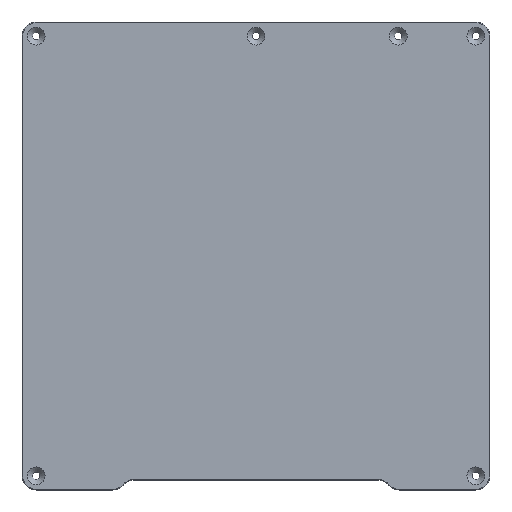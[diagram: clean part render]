
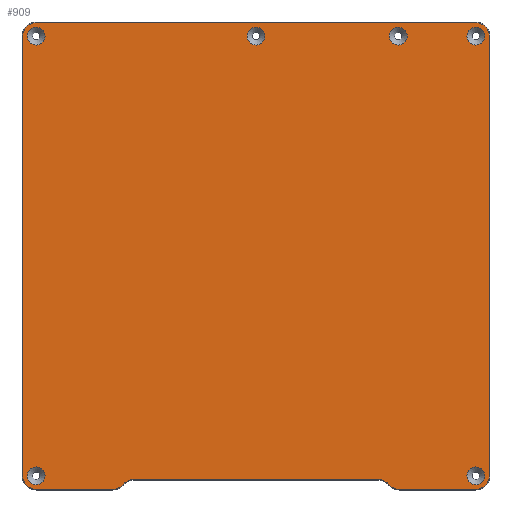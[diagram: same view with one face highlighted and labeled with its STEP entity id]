
A CAD part, top view. The second image highlights one B-rep face of the part: STEP entity #909.
In plain terms, the highlighted planar face has unit normal (0, 0, 1).
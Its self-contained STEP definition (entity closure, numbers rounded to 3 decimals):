
#21=FACE_BOUND('',#214,.T.);
#22=FACE_BOUND('',#215,.T.);
#23=FACE_BOUND('',#216,.T.);
#24=FACE_BOUND('',#217,.T.);
#25=FACE_BOUND('',#218,.T.);
#26=FACE_BOUND('',#219,.T.);
#67=CIRCLE('',#991,9.5);
#68=CIRCLE('',#994,9.5);
#69=CIRCLE('',#997,9.5);
#70=CIRCLE('',#1000,9.5);
#72=CIRCLE('',#1004,9.5);
#73=CIRCLE('',#1006,10.5);
#75=CIRCLE('',#1010,10.5);
#78=CIRCLE('',#1014,9.5);
#79=CIRCLE('',#1018,6.25);
#80=CIRCLE('',#1019,6.25);
#81=CIRCLE('',#1020,6.25);
#82=CIRCLE('',#1021,6.25);
#83=CIRCLE('',#1022,6.25);
#84=CIRCLE('',#1023,6.25);
#151=FACE_OUTER_BOUND('',#213,.T.);
#213=EDGE_LOOP('',(#763,#764,#765,#766,#767,#768,#769,#770,#771,#772,#773,
#774,#775,#776));
#214=EDGE_LOOP('',(#777));
#215=EDGE_LOOP('',(#778));
#216=EDGE_LOOP('',(#779));
#217=EDGE_LOOP('',(#780));
#218=EDGE_LOOP('',(#781));
#219=EDGE_LOOP('',(#782));
#276=LINE('',#1472,#354);
#281=LINE('',#1484,#359);
#284=LINE('',#1492,#362);
#287=LINE('',#1500,#365);
#290=LINE('',#1508,#368);
#294=LINE('',#1525,#372);
#354=VECTOR('',#1184,10.);
#359=VECTOR('',#1197,10.);
#362=VECTOR('',#1206,10.);
#365=VECTOR('',#1215,10.);
#368=VECTOR('',#1224,10.);
#372=VECTOR('',#1242,10.);
#436=VERTEX_POINT('',#1469);
#437=VERTEX_POINT('',#1471);
#439=VERTEX_POINT('',#1478);
#440=VERTEX_POINT('',#1482);
#441=VERTEX_POINT('',#1486);
#442=VERTEX_POINT('',#1490);
#443=VERTEX_POINT('',#1494);
#444=VERTEX_POINT('',#1498);
#445=VERTEX_POINT('',#1502);
#446=VERTEX_POINT('',#1506);
#448=VERTEX_POINT('',#1512);
#450=VERTEX_POINT('',#1517);
#452=VERTEX_POINT('',#1523);
#454=VERTEX_POINT('',#1529);
#455=VERTEX_POINT('',#1541);
#456=VERTEX_POINT('',#1543);
#457=VERTEX_POINT('',#1545);
#458=VERTEX_POINT('',#1547);
#459=VERTEX_POINT('',#1549);
#460=VERTEX_POINT('',#1551);
#531=EDGE_CURVE('',#436,#437,#276,.T.);
#536=EDGE_CURVE('',#439,#436,#67,.T.);
#538=EDGE_CURVE('',#440,#439,#281,.T.);
#540=EDGE_CURVE('',#441,#440,#68,.T.);
#542=EDGE_CURVE('',#442,#441,#284,.T.);
#544=EDGE_CURVE('',#443,#442,#69,.T.);
#546=EDGE_CURVE('',#444,#443,#287,.T.);
#548=EDGE_CURVE('',#445,#444,#70,.T.);
#550=EDGE_CURVE('',#446,#445,#290,.T.);
#553=EDGE_CURVE('',#448,#446,#72,.T.);
#555=EDGE_CURVE('',#450,#448,#73,.T.);
#558=EDGE_CURVE('',#452,#450,#294,.T.);
#561=EDGE_CURVE('',#454,#452,#75,.T.);
#564=EDGE_CURVE('',#437,#454,#78,.T.);
#567=EDGE_CURVE('',#455,#455,#79,.T.);
#568=EDGE_CURVE('',#456,#456,#80,.T.);
#569=EDGE_CURVE('',#457,#457,#81,.T.);
#570=EDGE_CURVE('',#458,#458,#82,.T.);
#571=EDGE_CURVE('',#459,#459,#83,.T.);
#572=EDGE_CURVE('',#460,#460,#84,.T.);
#763=ORIENTED_EDGE('',*,*,#531,.F.);
#764=ORIENTED_EDGE('',*,*,#536,.F.);
#765=ORIENTED_EDGE('',*,*,#538,.F.);
#766=ORIENTED_EDGE('',*,*,#540,.F.);
#767=ORIENTED_EDGE('',*,*,#542,.F.);
#768=ORIENTED_EDGE('',*,*,#544,.F.);
#769=ORIENTED_EDGE('',*,*,#546,.F.);
#770=ORIENTED_EDGE('',*,*,#548,.F.);
#771=ORIENTED_EDGE('',*,*,#550,.F.);
#772=ORIENTED_EDGE('',*,*,#553,.F.);
#773=ORIENTED_EDGE('',*,*,#555,.F.);
#774=ORIENTED_EDGE('',*,*,#558,.F.);
#775=ORIENTED_EDGE('',*,*,#561,.F.);
#776=ORIENTED_EDGE('',*,*,#564,.F.);
#777=ORIENTED_EDGE('',*,*,#567,.T.);
#778=ORIENTED_EDGE('',*,*,#568,.T.);
#779=ORIENTED_EDGE('',*,*,#569,.T.);
#780=ORIENTED_EDGE('',*,*,#570,.T.);
#781=ORIENTED_EDGE('',*,*,#571,.T.);
#782=ORIENTED_EDGE('',*,*,#572,.T.);
#869=PLANE('',#1017);
#909=ADVANCED_FACE('',(#151,#21,#22,#23,#24,#25,#26),#869,.T.);
#991=AXIS2_PLACEMENT_3D('',#1480,#1192,#1193);
#994=AXIS2_PLACEMENT_3D('',#1488,#1201,#1202);
#997=AXIS2_PLACEMENT_3D('',#1496,#1210,#1211);
#1000=AXIS2_PLACEMENT_3D('',#1504,#1219,#1220);
#1004=AXIS2_PLACEMENT_3D('',#1514,#1230,#1231);
#1006=AXIS2_PLACEMENT_3D('',#1519,#1235,#1236);
#1010=AXIS2_PLACEMENT_3D('',#1531,#1247,#1248);
#1014=AXIS2_PLACEMENT_3D('',#1535,#1255,#1256);
#1017=AXIS2_PLACEMENT_3D('',#1540,#1263,#1264);
#1018=AXIS2_PLACEMENT_3D('',#1542,#1265,#1266);
#1019=AXIS2_PLACEMENT_3D('',#1544,#1267,#1268);
#1020=AXIS2_PLACEMENT_3D('',#1546,#1269,#1270);
#1021=AXIS2_PLACEMENT_3D('',#1548,#1271,#1272);
#1022=AXIS2_PLACEMENT_3D('',#1550,#1273,#1274);
#1023=AXIS2_PLACEMENT_3D('',#1552,#1275,#1276);
#1184=DIRECTION('',(-1.,0.,0.));
#1192=DIRECTION('center_axis',(0.,0.,-1.));
#1193=DIRECTION('ref_axis',(0.707,-0.707,0.));
#1197=DIRECTION('',(0.,-1.,0.));
#1201=DIRECTION('center_axis',(0.,0.,-1.));
#1202=DIRECTION('ref_axis',(0.707,0.707,0.));
#1206=DIRECTION('',(1.,0.,0.));
#1210=DIRECTION('center_axis',(0.,0.,-1.));
#1211=DIRECTION('ref_axis',(-0.707,0.707,0.));
#1215=DIRECTION('',(0.,1.,0.));
#1219=DIRECTION('center_axis',(0.,0.,-1.));
#1220=DIRECTION('ref_axis',(-0.707,-0.707,0.));
#1224=DIRECTION('',(-1.,0.,0.));
#1230=DIRECTION('center_axis',(0.,0.,-1.));
#1231=DIRECTION('ref_axis',(0.418,-0.908,0.));
#1235=DIRECTION('center_axis',(0.,0.,1.));
#1236=DIRECTION('ref_axis',(-0.954,0.3,0.));
#1242=DIRECTION('',(-1.,0.,0.));
#1247=DIRECTION('center_axis',(0.,0.,1.));
#1248=DIRECTION('ref_axis',(0.954,0.3,0.));
#1255=DIRECTION('center_axis',(0.,0.,-1.));
#1256=DIRECTION('ref_axis',(-0.418,-0.908,0.));
#1263=DIRECTION('center_axis',(0.,0.,1.));
#1264=DIRECTION('ref_axis',(1.,0.,0.));
#1265=DIRECTION('center_axis',(0.,0.,-1.));
#1266=DIRECTION('ref_axis',(1.,0.,0.));
#1267=DIRECTION('center_axis',(0.,0.,-1.));
#1268=DIRECTION('ref_axis',(1.,0.,0.));
#1269=DIRECTION('center_axis',(0.,0.,-1.));
#1270=DIRECTION('ref_axis',(1.,0.,0.));
#1271=DIRECTION('center_axis',(0.,0.,-1.));
#1272=DIRECTION('ref_axis',(1.,0.,0.));
#1273=DIRECTION('center_axis',(0.,0.,-1.));
#1274=DIRECTION('ref_axis',(1.,0.,0.));
#1275=DIRECTION('center_axis',(0.,0.,-1.));
#1276=DIRECTION('ref_axis',(1.,0.,0.));
#1469=CARTESIAN_POINT('',(154.5,-164.,0.));
#1471=CARTESIAN_POINT('',(100.659,-164.,0.));
#1472=CARTESIAN_POINT('',(82.25,-164.,0.));
#1478=CARTESIAN_POINT('',(164.,-154.5,0.));
#1480=CARTESIAN_POINT('Origin',(154.5,-154.5,0.));
#1482=CARTESIAN_POINT('',(164.,154.5,0.));
#1484=CARTESIAN_POINT('',(164.,82.25,0.));
#1486=CARTESIAN_POINT('',(154.5,164.,0.));
#1488=CARTESIAN_POINT('Origin',(154.5,154.5,0.));
#1490=CARTESIAN_POINT('',(-154.5,164.,0.));
#1492=CARTESIAN_POINT('',(-82.25,164.,0.));
#1494=CARTESIAN_POINT('',(-164.,154.5,0.));
#1496=CARTESIAN_POINT('Origin',(-154.5,154.5,0.));
#1498=CARTESIAN_POINT('',(-164.,-154.5,0.));
#1500=CARTESIAN_POINT('',(-164.,-82.25,0.));
#1502=CARTESIAN_POINT('',(-154.5,-164.,0.));
#1504=CARTESIAN_POINT('Origin',(-154.5,-154.5,0.));
#1506=CARTESIAN_POINT('',(-100.659,-164.,0.));
#1508=CARTESIAN_POINT('',(-47.5,-164.,0.));
#1512=CARTESIAN_POINT('',(-93.44,-160.675,0.));
#1514=CARTESIAN_POINT('Origin',(-100.659,-154.5,0.));
#1517=CARTESIAN_POINT('',(-85.461,-157.,0.));
#1519=CARTESIAN_POINT('Origin',(-85.461,-167.5,0.));
#1523=CARTESIAN_POINT('',(85.461,-157.,0.));
#1525=CARTESIAN_POINT('',(47.5,-157.,0.));
#1529=CARTESIAN_POINT('',(93.44,-160.675,0.));
#1531=CARTESIAN_POINT('Origin',(85.461,-167.5,0.));
#1535=CARTESIAN_POINT('Origin',(100.659,-154.5,0.));
#1540=CARTESIAN_POINT('Origin',(0.,0.,0.));
#1541=CARTESIAN_POINT('',(148.25,-154.5,0.));
#1542=CARTESIAN_POINT('Origin',(154.5,-154.5,0.));
#1543=CARTESIAN_POINT('',(148.25,154.5,0.));
#1544=CARTESIAN_POINT('Origin',(154.5,154.5,0.));
#1545=CARTESIAN_POINT('',(-6.25,154.5,0.));
#1546=CARTESIAN_POINT('Origin',(0.,154.5,0.));
#1547=CARTESIAN_POINT('',(-160.75,154.5,0.));
#1548=CARTESIAN_POINT('Origin',(-154.5,154.5,0.));
#1549=CARTESIAN_POINT('',(93.75,154.5,0.));
#1550=CARTESIAN_POINT('Origin',(100.,154.5,0.));
#1551=CARTESIAN_POINT('',(-160.75,-154.5,0.));
#1552=CARTESIAN_POINT('Origin',(-154.5,-154.5,0.));
